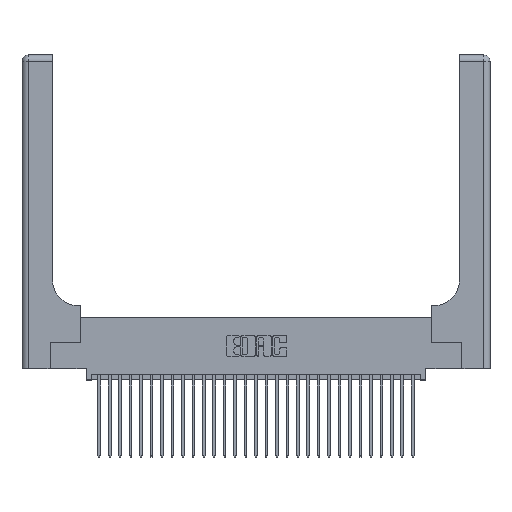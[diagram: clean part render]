
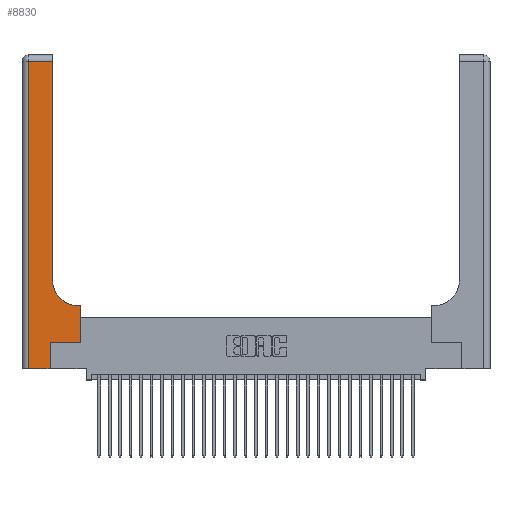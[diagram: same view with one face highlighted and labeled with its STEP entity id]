
A CAD part, top view. The second image highlights one B-rep face of the part: STEP entity #8830.
In plain terms, the highlighted planar face has unit normal (0, 0, 1).
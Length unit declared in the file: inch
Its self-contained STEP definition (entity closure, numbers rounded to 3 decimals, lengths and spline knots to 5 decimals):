
#246 = AXIS2_PLACEMENT_3D ( 'NONE', #23731, #9365, #26102 ) ;
#363 = DIRECTION ( 'NONE',  ( 0., 1., 0. ) ) ;
#365 = VECTOR ( 'NONE', #22177, 39.37008 ) ;
#1162 = VECTOR ( 'NONE', #6692, 39.37008 ) ;
#1872 = PLANE ( 'NONE',  #18697 ) ;
#1922 = LINE ( 'NONE', #30124, #25312 ) ;
#2325 = ORIENTED_EDGE ( 'NONE', *, *, #15121, .T. ) ;
#2387 = CARTESIAN_POINT ( 'NONE',  ( 0.06, 0., 0.37 ) ) ;
#2684 = DIRECTION ( 'NONE',  ( 1., 0., 0. ) ) ;
#3176 = CARTESIAN_POINT ( 'NONE',  ( 0.5585, 0.25, 0.37 ) ) ;
#3408 = ORIENTED_EDGE ( 'NONE', *, *, #28734, .T. ) ;
#3655 = FACE_OUTER_BOUND ( 'NONE', #30759, .T. ) ;
#4315 = CARTESIAN_POINT ( 'NONE',  ( 0.5585, 0.6, 0.37 ) ) ;
#4448 = VERTEX_POINT ( 'NONE', #21091 ) ;
#4590 = VERTEX_POINT ( 'NONE', #29434 ) ;
#5027 = VERTEX_POINT ( 'NONE', #30858 ) ;
#5177 = EDGE_CURVE ( 'NONE', #25174, #4448, #6915, .T. ) ;
#5268 = ORIENTED_EDGE ( 'NONE', *, *, #16611, .T. ) ;
#5336 = CARTESIAN_POINT ( 'NONE',  ( 0., 0., 0.37 ) ) ;
#6678 = EDGE_CURVE ( 'NONE', #13844, #8165, #10705, .T. ) ;
#6692 = DIRECTION ( 'NONE',  ( 0., 1., 0. ) ) ;
#6915 = LINE ( 'NONE', #5336, #365 ) ;
#8165 = VERTEX_POINT ( 'NONE', #30554 ) ;
#8667 = VECTOR ( 'NONE', #2684, 39.37008 ) ;
#8830 = ADVANCED_FACE ( 'NONE', ( #3655 ), #1872, .F. ) ;
#8844 = VECTOR ( 'NONE', #27256, 39.37008 ) ;
#8976 = ORIENTED_EDGE ( 'NONE', *, *, #5177, .T. ) ;
#9365 = DIRECTION ( 'NONE',  ( 0., 0., -1. ) ) ;
#10246 = VERTEX_POINT ( 'NONE', #17424 ) ;
#10375 = EDGE_CURVE ( 'NONE', #10246, #13844, #30209, .T. ) ;
#10393 = VECTOR ( 'NONE', #363, 39.37008 ) ;
#10577 = CARTESIAN_POINT ( 'NONE',  ( 0., 2.94, 0.37 ) ) ;
#10705 = LINE ( 'NONE', #24912, #22658 ) ;
#10995 = LINE ( 'NONE', #12393, #8667 ) ;
#11726 = DIRECTION ( 'NONE',  ( 0., 0., -1. ) ) ;
#11907 = LINE ( 'NONE', #29182, #10393 ) ;
#12393 = CARTESIAN_POINT ( 'NONE',  ( 0.269, 0.25, 0.37 ) ) ;
#12605 = EDGE_CURVE ( 'NONE', #4448, #25301, #11907, .T. ) ;
#12981 = EDGE_CURVE ( 'NONE', #25960, #5027, #26060, .T. ) ;
#13844 = VERTEX_POINT ( 'NONE', #4315 ) ;
#15121 = EDGE_CURVE ( 'NONE', #8165, #25960, #17760, .T. ) ;
#15228 = ORIENTED_EDGE ( 'NONE', *, *, #6678, .T. ) ;
#16611 = EDGE_CURVE ( 'NONE', #5027, #4590, #21613, .T. ) ;
#16980 = ORIENTED_EDGE ( 'NONE', *, *, #25935, .T. ) ;
#17335 = CARTESIAN_POINT ( 'NONE',  ( 0.2915, 0.85, 0.37 ) ) ;
#17424 = CARTESIAN_POINT ( 'NONE',  ( 0.5585, 0.25, 0.37 ) ) ;
#17480 = CARTESIAN_POINT ( 'NONE',  ( 0.269, 0.25, 0.37 ) ) ;
#17760 = CIRCLE ( 'NONE', #246, 0.25 ) ;
#17825 = DIRECTION ( 'NONE',  ( 0., 1., 0. ) ) ;
#18381 = VECTOR ( 'NONE', #17825, 39.37008 ) ;
#18697 = AXIS2_PLACEMENT_3D ( 'NONE', #23626, #11726, #28350 ) ;
#19152 = ORIENTED_EDGE ( 'NONE', *, *, #12605, .T. ) ;
#20134 = DIRECTION ( 'NONE',  ( -1., 0., 0. ) ) ;
#20470 = ORIENTED_EDGE ( 'NONE', *, *, #10375, .T. ) ;
#21091 = CARTESIAN_POINT ( 'NONE',  ( 0.269, 0., 0.37 ) ) ;
#21613 = LINE ( 'NONE', #10577, #8844 ) ;
#22177 = DIRECTION ( 'NONE',  ( 1., 0., 0. ) ) ;
#22658 = VECTOR ( 'NONE', #20134, 39.37008 ) ;
#22695 = DIRECTION ( 'NONE',  ( 0., -1., 0. ) ) ;
#22842 = ORIENTED_EDGE ( 'NONE', *, *, #12981, .T. ) ;
#23505 = CARTESIAN_POINT ( 'NONE',  ( 0.2915, 3., 0.37 ) ) ;
#23626 = CARTESIAN_POINT ( 'NONE',  ( 0., 3., 0.37 ) ) ;
#23731 = CARTESIAN_POINT ( 'NONE',  ( 0.5415, 0.85, 0.37 ) ) ;
#24912 = CARTESIAN_POINT ( 'NONE',  ( 0.2915, 0.6, 0.37 ) ) ;
#25174 = VERTEX_POINT ( 'NONE', #2387 ) ;
#25301 = VERTEX_POINT ( 'NONE', #17480 ) ;
#25312 = VECTOR ( 'NONE', #22695, 39.37008 ) ;
#25935 = EDGE_CURVE ( 'NONE', #25301, #10246, #10995, .T. ) ;
#25960 = VERTEX_POINT ( 'NONE', #17335 ) ;
#26060 = LINE ( 'NONE', #23505, #1162 ) ;
#26102 = DIRECTION ( 'NONE',  ( 1., 0., 0. ) ) ;
#27256 = DIRECTION ( 'NONE',  ( -1., 0., 0. ) ) ;
#28350 = DIRECTION ( 'NONE',  ( -1., 0., 0. ) ) ;
#28734 = EDGE_CURVE ( 'NONE', #4590, #25174, #1922, .T. ) ;
#29182 = CARTESIAN_POINT ( 'NONE',  ( 0.269, 0., 0.37 ) ) ;
#29434 = CARTESIAN_POINT ( 'NONE',  ( 0.06, 2.94, 0.37 ) ) ;
#30124 = CARTESIAN_POINT ( 'NONE',  ( 0.06, 3., 0.37 ) ) ;
#30209 = LINE ( 'NONE', #3176, #18381 ) ;
#30554 = CARTESIAN_POINT ( 'NONE',  ( 0.5415, 0.6, 0.37 ) ) ;
#30759 = EDGE_LOOP ( 'NONE', ( #22842, #5268, #3408, #8976, #19152, #16980, #20470, #15228, #2325 ) ) ;
#30858 = CARTESIAN_POINT ( 'NONE',  ( 0.2915, 2.94, 0.37 ) ) ;
